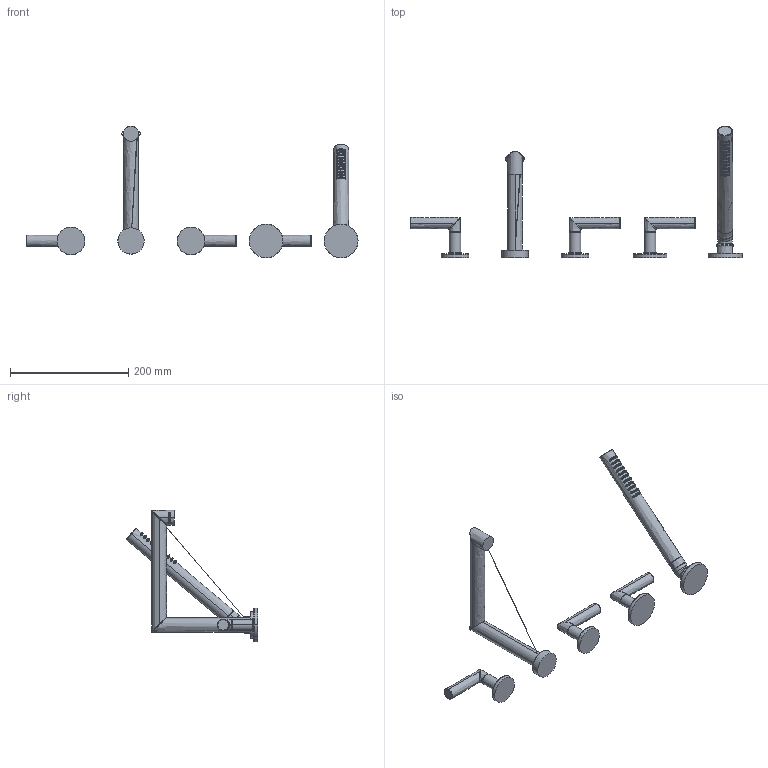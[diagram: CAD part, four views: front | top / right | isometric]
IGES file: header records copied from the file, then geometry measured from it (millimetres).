
Start section:  PTC IGES file: 3-3127.igs
Global section: file name: 3-3127.igs; native system: Creo Parametric by PTC Inc.; preprocessor: 2018400; author: jinson.thomas; organization: Unknown; date: 20210322.145708; units: inch
Bounding box: 561.98 x 222.35 x 222.88 mm (x, y, z)
Volume: 576132.6 mm3; surface area: 124785.2 mm2
Topology: 7 solids, 7 shells, 951 faces, 2084 edges, 1251 vertices
Faces by surface type: bspline 625, revolution 326
